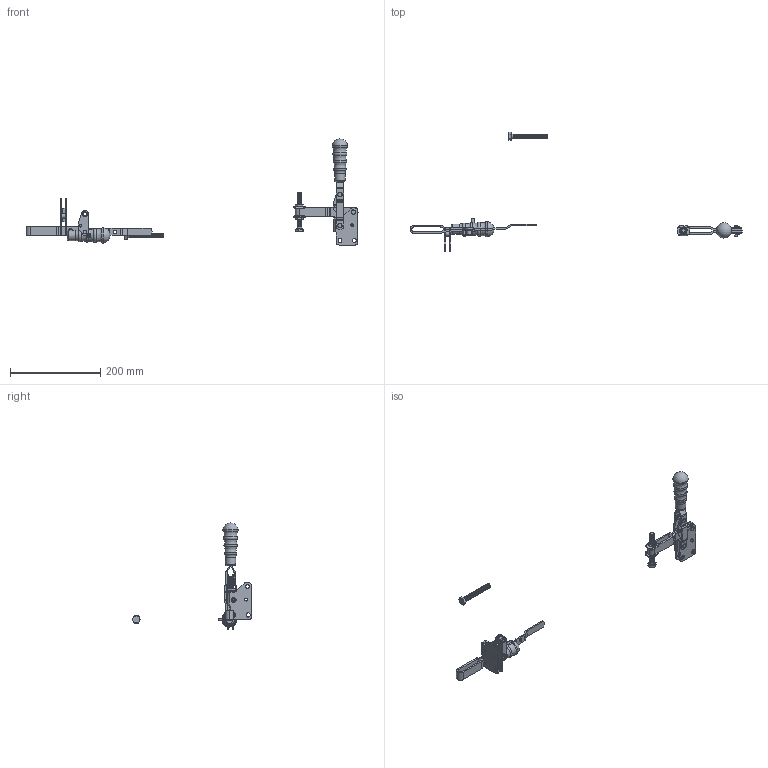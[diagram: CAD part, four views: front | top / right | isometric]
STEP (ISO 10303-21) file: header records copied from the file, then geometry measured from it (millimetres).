
FILE_DESCRIPTION( ( 'Unknown' ), '1' );
FILE_NAME( '240-UR_UPINKA.stp', 'Unknown', ( 'Unknown' ), ( 'Unknown' ), 'PSStep 14.0', 'Unknown', ' ' );
FILE_SCHEMA( ( 'AUTOMOTIVE_DESIGN { 1 0 10303 214 1 1 1 1 }' ) );
Length unit declared in the file: millimetre
Products named in the file (26): 240004-M_TAHLO; 240002-M_UPINACI PAKA; 240008-M_TELO; Assem1; 820004_POUZDRO 8x14-oa7; 240008_TELO; 240002_UPINACI PAKA; 820003_POUZDRO 8x8; 820003_POUZDRO 8x8-oa0; 240004-N_TAHLO; 240004-N_TAHLO-oa1; 820004_POUZDRO 8x14; 240004-NN _NYT; 240003_OVLADACI PAKA; 240003_OVLADACI PAKA-oa2; 940003_RUKOJET 16x6; 721016_NYT 8x16; 721016_NYT 8x16-oa3; 721022_NYT 8x22; 721022_NYT 8x22-oa4; 930005_PODLOZKA M10; 930005_PODLOZKA M10-oa5; 800006_MATICE M10_DIN4398; 800006_MATICE M10_DIN4398-oa6; 800048_SROUB M10x80-CSN ISO 4017; 800082_KOLIK 6x24_CSN ISO 2338
Bounding box: 736.1 x 265.6 x 235.18 mm (x, y, z)
Volume: 294247 mm3; surface area: 185096.5 mm2
Topology: 53 solids, 53 shells, 1308 faces, 3063 edges, 1884 vertices
Faces by surface type: cylinder 452, plane 398, cone 320, torus 128, bspline 8, sphere 2
Full cylindrical faces by diameter (mm): 3 x3, 5 x9, 6 x3, 6.3 x6, 7.8 x6, 8 x22, 8.02 x12, 8.376 x12, 10 x116, 10.1 x24, 10.2 x12, 10.4 x4, 14.63 x2, 22.877 x2
Entity records: 19592 total; most frequent: CARTESIAN_POINT 2743, DIRECTION 2658, ORIENTED_EDGE 1966, AXIS2_PLACEMENT_3D 1142, EDGE_CURVE 983, EDGE_LOOP 966, VERTEX_POINT 778, FACE_OUTER_BOUND 744
